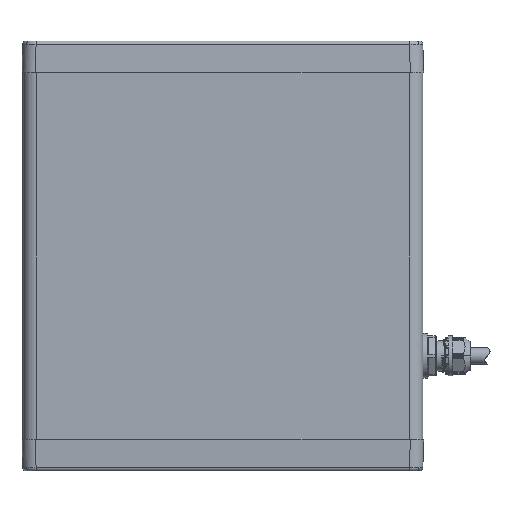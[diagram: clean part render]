
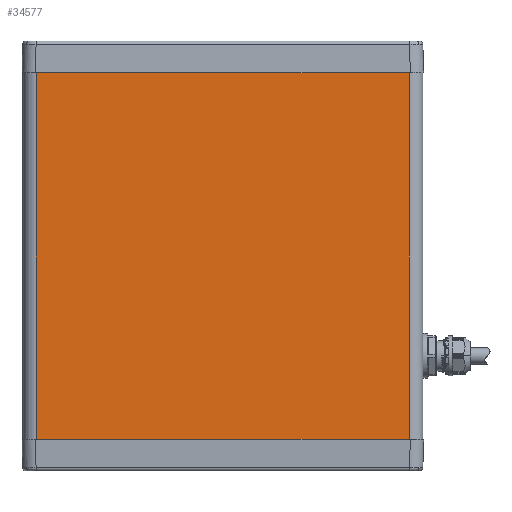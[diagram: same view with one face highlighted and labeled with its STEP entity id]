
A CAD part, front view. The second image highlights one B-rep face of the part: STEP entity #34577.
In plain terms, the highlighted planar face has unit normal (0, -1, 0).
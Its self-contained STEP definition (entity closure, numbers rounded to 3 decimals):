
#1136 = EDGE_CURVE ( 'NONE', #35048, #40036, #21164, .T. ) ;
#1726 = EDGE_CURVE ( 'NONE', #28073, #9126, #23078, .T. ) ;
#3316 = VECTOR ( 'NONE', #18115, 1000. ) ;
#5655 = EDGE_CURVE ( 'NONE', #35048, #28073, #8085, .T. ) ;
#6000 = CARTESIAN_POINT ( 'NONE',  ( -120., 0., -110. ) ) ;
#6951 = VECTOR ( 'NONE', #35860, 1000. ) ;
#7966 = LINE ( 'NONE', #22867, #6951 ) ;
#8085 = LINE ( 'NONE', #29484, #32550 ) ;
#9126 = VERTEX_POINT ( 'NONE', #27707 ) ;
#10922 = ORIENTED_EDGE ( 'NONE', *, *, #27709, .T. ) ;
#11391 = CARTESIAN_POINT ( 'NONE',  ( 0.2, 0., 110. ) ) ;
#11627 = ORIENTED_EDGE ( 'NONE', *, *, #1726, .T. ) ;
#12750 = DIRECTION ( 'NONE',  ( 1., 0., 0. ) ) ;
#13153 = AXIS2_PLACEMENT_3D ( 'NONE', #36429, #23854, #24238 ) ;
#13783 = VECTOR ( 'NONE', #12750, 1000. ) ;
#15287 = PLANE ( 'NONE',  #13153 ) ;
#18115 = DIRECTION ( 'NONE',  ( 1., 0., 0. ) ) ;
#18339 = FACE_OUTER_BOUND ( 'NONE', #20080, .T. ) ;
#19383 = CARTESIAN_POINT ( 'NONE',  ( -112., 0., -110. ) ) ;
#20080 = EDGE_LOOP ( 'NONE', ( #11627, #10922, #23798, #34170 ) ) ;
#20939 = CARTESIAN_POINT ( 'NONE',  ( -112., 0., 110. ) ) ;
#21164 = LINE ( 'NONE', #11391, #3316 ) ;
#22867 = CARTESIAN_POINT ( 'NONE',  ( 112., 0., 110. ) ) ;
#23078 = LINE ( 'NONE', #6000, #13783 ) ;
#23798 = ORIENTED_EDGE ( 'NONE', *, *, #1136, .F. ) ;
#23854 = DIRECTION ( 'NONE',  ( 0., 1., 0. ) ) ;
#24238 = DIRECTION ( 'NONE',  ( -1., 0., 0. ) ) ;
#27707 = CARTESIAN_POINT ( 'NONE',  ( 112., 0., -110. ) ) ;
#27709 = EDGE_CURVE ( 'NONE', #9126, #40036, #7966, .T. ) ;
#28073 = VERTEX_POINT ( 'NONE', #19383 ) ;
#29484 = CARTESIAN_POINT ( 'NONE',  ( -112., 0., 110. ) ) ;
#32550 = VECTOR ( 'NONE', #32932, 1000. ) ;
#32932 = DIRECTION ( 'NONE',  ( 0., 0., -1. ) ) ;
#34170 = ORIENTED_EDGE ( 'NONE', *, *, #5655, .T. ) ;
#34577 = ADVANCED_FACE ( 'NONE', ( #18339 ), #15287, .F. ) ;
#35048 = VERTEX_POINT ( 'NONE', #20939 ) ;
#35860 = DIRECTION ( 'NONE',  ( 0., 0., 1. ) ) ;
#36429 = CARTESIAN_POINT ( 'NONE',  ( -120., 0., 110. ) ) ;
#37105 = CARTESIAN_POINT ( 'NONE',  ( 112., 0., 110. ) ) ;
#40036 = VERTEX_POINT ( 'NONE', #37105 ) ;
